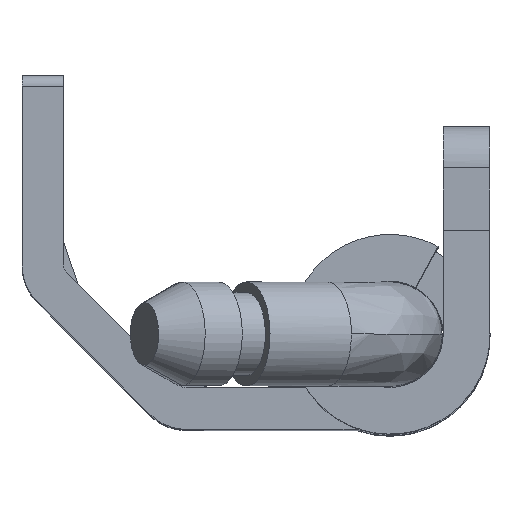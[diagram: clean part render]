
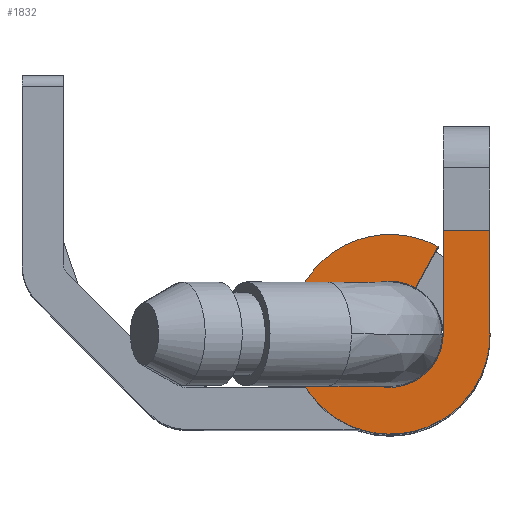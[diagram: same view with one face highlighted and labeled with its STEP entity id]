
A CAD part, top view. The second image highlights one B-rep face of the part: STEP entity #1832.
In plain terms, the highlighted free-form (B-spline) face has degree [1, 1] with [2, 2] control points.
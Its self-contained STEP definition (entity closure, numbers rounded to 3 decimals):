
#1593=CARTESIAN_POINT('',(2.55,0.,67.));
#1594=VERTEX_POINT('',#1593);
#1634=CARTESIAN_POINT('',(1.222,2.238,67.));
#1635=VERTEX_POINT('',#1634);
#1641=CARTESIAN_POINT('',(2.55,0.,67.));
#1642=CARTESIAN_POINT('',(2.55,-0.173,67.));
#1643=CARTESIAN_POINT('',(2.509,-0.571,67.));
#1644=CARTESIAN_POINT('',(2.325,-1.099,67.));
#1645=CARTESIAN_POINT('',(2.057,-1.526,67.));
#1646=CARTESIAN_POINT('',(1.713,-1.916,67.));
#1647=CARTESIAN_POINT('',(1.249,-2.258,67.));
#1648=CARTESIAN_POINT('',(0.582,-2.516,67.));
#1649=CARTESIAN_POINT('',(-0.028,-2.574,67.));
#1650=CARTESIAN_POINT('',(-0.578,-2.497,67.));
#1651=CARTESIAN_POINT('',(-1.108,-2.326,67.));
#1652=CARTESIAN_POINT('',(-1.613,-2.011,67.));
#1653=CARTESIAN_POINT('',(-2.032,-1.57,67.));
#1654=CARTESIAN_POINT('',(-2.326,-1.097,67.));
#1655=CARTESIAN_POINT('',(-2.513,-0.553,67.));
#1656=CARTESIAN_POINT('',(-2.569,0.019,67.));
#1657=CARTESIAN_POINT('',(-2.505,0.572,67.));
#1658=CARTESIAN_POINT('',(-2.302,1.165,67.));
#1659=CARTESIAN_POINT('',(-1.959,1.673,67.));
#1660=CARTESIAN_POINT('',(-1.481,2.103,67.));
#1661=CARTESIAN_POINT('',(-0.993,2.374,67.));
#1662=CARTESIAN_POINT('',(-0.373,2.549,67.));
#1663=CARTESIAN_POINT('',(0.169,2.565,67.));
#1664=CARTESIAN_POINT('',(0.732,2.46,67.));
#1665=CARTESIAN_POINT('',(1.04,2.338,67.));
#1666=CARTESIAN_POINT('',(1.222,2.238,67.));
#1667=B_SPLINE_CURVE_WITH_KNOTS('',3,(#1641,#1642,#1643,#1644,#1645,#1646,#1647,#1648,#1649,#1650,#1651,#1652,#1653,#1654,#1655,#1656,#1657,#1658,#1659,#1660,#1661,#1662,#1663,#1664,#1665,#1666),.UNSPECIFIED.,.F.,.U.,(4,1,1,1,1,1,1,1,1,1,1,1,1,1,1,1,1,1,1,1,1,1,1,4),(0.,0.519,1.194,1.661,2.025,2.752,3.375,4.153,4.569,5.036,5.815,6.334,6.853,7.476,8.047,8.567,9.138,9.916,10.384,11.059,11.578,12.305,12.668,13.291),.UNSPECIFIED.);
#1668=EDGE_CURVE('',#1594,#1635,#1667,.T.);
#1685=CARTESIAN_POINT('',(2.3,4.213,67.));
#1686=VERTEX_POINT('',#1685);
#1692=CARTESIAN_POINT('',(2.3,4.213,67.));
#1693=CARTESIAN_POINT('',(1.222,2.238,67.));
#1694=QUASI_UNIFORM_CURVE('',1,(#1692,#1693),.UNSPECIFIED.,.F.,.U.);
#1695=EDGE_CURVE('',#1686,#1635,#1694,.T.);
#1759=CARTESIAN_POINT('',(4.8,0.,67.));
#1760=VERTEX_POINT('',#1759);
#1766=CARTESIAN_POINT('',(4.8,0.,67.));
#1767=CARTESIAN_POINT('',(4.8,-0.309,67.));
#1768=CARTESIAN_POINT('',(4.742,-0.912,67.));
#1769=CARTESIAN_POINT('',(4.479,-1.807,67.));
#1770=CARTESIAN_POINT('',(4.095,-2.548,67.));
#1771=CARTESIAN_POINT('',(3.613,-3.186,67.));
#1772=CARTESIAN_POINT('',(3.054,-3.736,67.));
#1773=CARTESIAN_POINT('',(2.31,-4.244,67.));
#1774=CARTESIAN_POINT('',(1.345,-4.652,67.));
#1775=CARTESIAN_POINT('',(0.261,-4.839,67.));
#1776=CARTESIAN_POINT('',(-0.835,-4.764,67.));
#1777=CARTESIAN_POINT('',(-1.872,-4.464,67.));
#1778=CARTESIAN_POINT('',(-2.748,-3.979,67.));
#1779=CARTESIAN_POINT('',(-3.427,-3.389,67.));
#1780=CARTESIAN_POINT('',(-4.005,-2.701,67.));
#1781=CARTESIAN_POINT('',(-4.465,-1.868,67.));
#1782=CARTESIAN_POINT('',(-4.733,-0.94,67.));
#1783=CARTESIAN_POINT('',(-4.824,-0.063,67.));
#1784=CARTESIAN_POINT('',(-4.762,0.819,67.));
#1785=CARTESIAN_POINT('',(-4.484,1.829,67.));
#1786=CARTESIAN_POINT('',(-3.982,2.752,67.));
#1787=CARTESIAN_POINT('',(-3.301,3.526,67.));
#1788=CARTESIAN_POINT('',(-2.6,4.065,67.));
#1789=CARTESIAN_POINT('',(-1.933,4.41,67.));
#1790=CARTESIAN_POINT('',(-1.195,4.672,67.));
#1791=CARTESIAN_POINT('',(-0.469,4.802,67.));
#1792=CARTESIAN_POINT('',(0.331,4.805,67.));
#1793=CARTESIAN_POINT('',(1.237,4.679,67.));
#1794=CARTESIAN_POINT('',(1.9,4.432,67.));
#1795=CARTESIAN_POINT('',(2.3,4.213,67.));
#1796=B_SPLINE_CURVE_WITH_KNOTS('',3,(#1766,#1767,#1768,#1769,#1770,#1771,#1772,#1773,#1774,#1775,#1776,#1777,#1778,#1779,#1780,#1781,#1782,#1783,#1784,#1785,#1786,#1787,#1788,#1789,#1790,#1791,#1792,#1793,#1794,#1795),.UNSPECIFIED.,.F.,.U.,(4,1,1,1,1,1,1,1,1,1,1,1,1,1,1,1,1,1,1,1,1,1,1,1,1,1,1,4),(0.,0.928,1.808,2.785,3.42,4.202,5.131,6.108,7.33,8.405,9.382,10.555,11.385,12.069,13.242,14.219,14.952,15.881,16.858,18.08,19.008,19.936,20.718,21.256,22.282,22.917,23.65,25.018),.UNSPECIFIED.);
#1797=EDGE_CURVE('',#1760,#1686,#1796,.T.);
#1803=CARTESIAN_POINT('',(-5.279,-5.289,67.));
#1804=CARTESIAN_POINT('',(5.28,-5.289,67.));
#1805=CARTESIAN_POINT('',(-5.279,5.49,67.));
#1806=CARTESIAN_POINT('',(5.28,5.49,67.));
#1807=B_SPLINE_SURFACE_WITH_KNOTS('',1,1,((#1803,#1805),(#1804,#1806)),.UNSPECIFIED.,.F.,.F.,.U.,(2,2),(2,2),(0.0,10.559),(0.0,10.779),.UNSPECIFIED.);
#1808=CARTESIAN_POINT('',(2.55,5.,67.));
#1809=VERTEX_POINT('',#1808);
#1810=CARTESIAN_POINT('',(4.8,5.,67.));
#1811=VERTEX_POINT('',#1810);
#1812=CARTESIAN_POINT('',(2.55,5.,67.));
#1813=CARTESIAN_POINT('',(4.8,5.,67.));
#1814=QUASI_UNIFORM_CURVE('',1,(#1812,#1813),.UNSPECIFIED.,.F.,.U.);
#1815=EDGE_CURVE('',#1809,#1811,#1814,.T.);
#1816=ORIENTED_EDGE('',*,*,#1815,.F.);
#1817=CARTESIAN_POINT('',(2.55,0.,67.));
#1818=CARTESIAN_POINT('',(2.55,5.,67.));
#1819=QUASI_UNIFORM_CURVE('',1,(#1817,#1818),.UNSPECIFIED.,.F.,.U.);
#1820=EDGE_CURVE('',#1594,#1809,#1819,.T.);
#1821=ORIENTED_EDGE('',*,*,#1820,.F.);
#1822=ORIENTED_EDGE('',*,*,#1668,.T.);
#1823=ORIENTED_EDGE('',*,*,#1695,.F.);
#1824=ORIENTED_EDGE('',*,*,#1797,.F.);
#1825=CARTESIAN_POINT('',(4.8,5.,67.));
#1826=CARTESIAN_POINT('',(4.8,0.,67.));
#1827=QUASI_UNIFORM_CURVE('',1,(#1825,#1826),.UNSPECIFIED.,.F.,.U.);
#1828=EDGE_CURVE('',#1811,#1760,#1827,.T.);
#1829=ORIENTED_EDGE('',*,*,#1828,.F.);
#1830=EDGE_LOOP('',(#1816,#1821,#1822,#1823,#1824,#1829));
#1831=FACE_OUTER_BOUND('',#1830,.T.);
#1832=ADVANCED_FACE('',(#1831),#1807,.T.);
